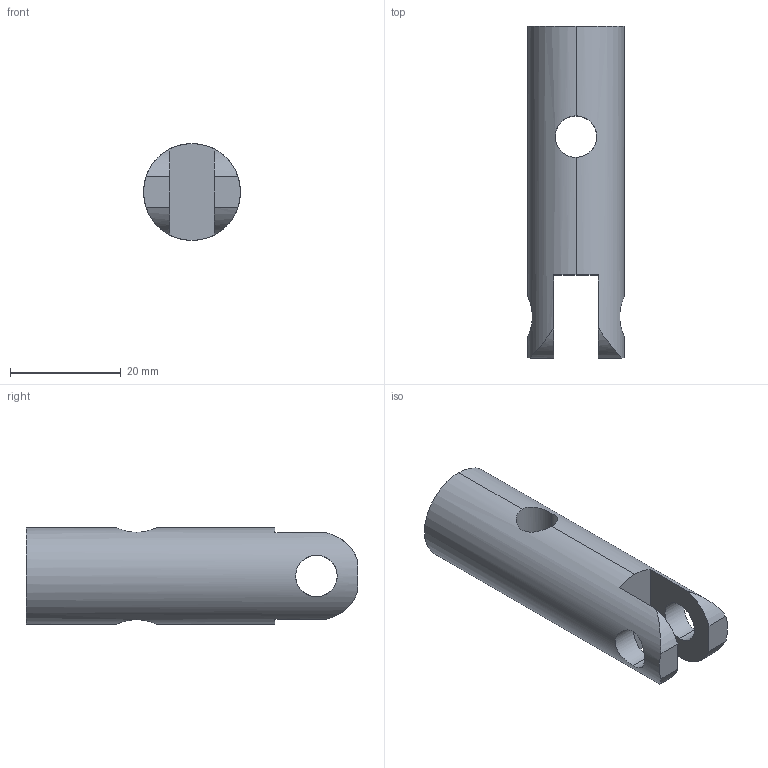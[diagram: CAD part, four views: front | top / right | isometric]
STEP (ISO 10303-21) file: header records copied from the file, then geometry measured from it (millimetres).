
FILE_DESCRIPTION (( 'STEP AP203' ), '1' );
FILE_NAME ('StickBottom_Default_sldprt.STEP', '2021-04-01T17:26:41', ( '' ), ( '' ), 'SwSTEP 2.0', 'SolidWorks 2020', '' );
FILE_SCHEMA (( 'CONFIG_CONTROL_DESIGN' ));
Length unit declared in the file: millimetre
Products named in the file (1): StickBottom_Default_sldprt
Bounding box: 17.5 x 60 x 17.5 mm (x, y, z)
Volume: 11185.3 mm3; surface area: 4246.5 mm2
Topology: 1 solids, 1 shells, 18 faces, 54 edges, 36 vertices
Faces by surface type: cylinder 12, plane 6
Entity records: 999 total; most frequent: CARTESIAN_POINT 437, ORIENTED_EDGE 108, DIRECTION 92, EDGE_CURVE 54, VERTEX_POINT 36, AXIS2_PLACEMENT_3D 35, LINE 22, VECTOR 22
